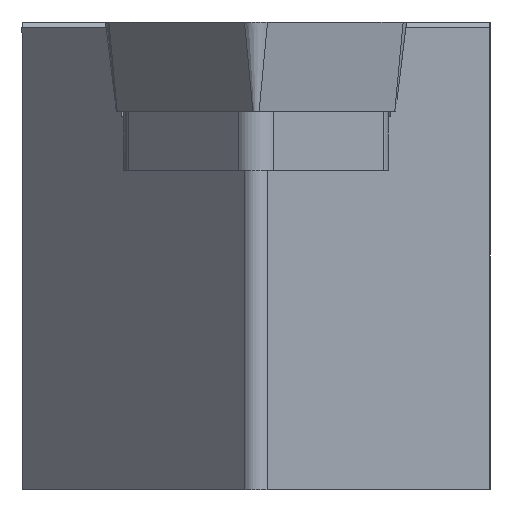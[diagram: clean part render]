
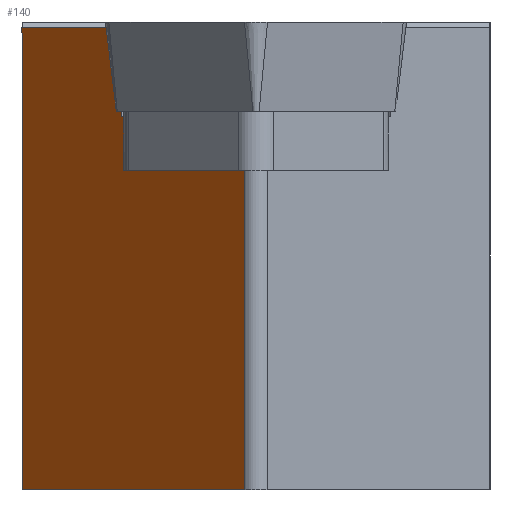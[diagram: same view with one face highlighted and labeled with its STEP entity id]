
A CAD part, left-side view. The second image highlights one B-rep face of the part: STEP entity #140.
In plain terms, the highlighted planar face has unit normal (-0.643, 0.766, 0).
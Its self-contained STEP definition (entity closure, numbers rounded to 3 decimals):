
#140=ADVANCED_FACE('',(#201),#174,.F.);
#174=PLANE('',#775);
#201=FACE_OUTER_BOUND('',#236,.T.);
#236=EDGE_LOOP('',(#456,#457,#458,#459,#460,#461,#462,#463));
#264=LINE('',#1027,#333);
#265=LINE('',#1031,#334);
#280=LINE('',#1063,#349);
#286=LINE('',#1074,#355);
#293=LINE('',#1087,#362);
#294=LINE('',#1090,#363);
#295=LINE('',#1092,#364);
#296=LINE('',#1093,#365);
#333=VECTOR('',#835,1.);
#334=VECTOR('',#840,1.);
#349=VECTOR('',#859,1.);
#355=VECTOR('',#867,1.);
#362=VECTOR('',#886,1.);
#363=VECTOR('',#887,1.);
#364=VECTOR('',#888,1.);
#365=VECTOR('',#889,1.);
#456=ORIENTED_EDGE('',*,*,#683,.F.);
#457=ORIENTED_EDGE('',*,*,#684,.F.);
#458=ORIENTED_EDGE('',*,*,#685,.T.);
#459=ORIENTED_EDGE('',*,*,#655,.F.);
#460=ORIENTED_EDGE('',*,*,#670,.F.);
#461=ORIENTED_EDGE('',*,*,#676,.F.);
#462=ORIENTED_EDGE('',*,*,#653,.F.);
#463=ORIENTED_EDGE('',*,*,#686,.T.);
#591=VERTEX_POINT('',#1026);
#592=VERTEX_POINT('',#1028);
#593=VERTEX_POINT('',#1032);
#594=VERTEX_POINT('',#1033);
#607=VERTEX_POINT('',#1062);
#612=VERTEX_POINT('',#1088);
#613=VERTEX_POINT('',#1089);
#614=VERTEX_POINT('',#1091);
#653=EDGE_CURVE('',#591,#592,#264,.T.);
#655=EDGE_CURVE('',#593,#594,#265,.T.);
#670=EDGE_CURVE('',#607,#593,#280,.T.);
#676=EDGE_CURVE('',#592,#607,#286,.T.);
#683=EDGE_CURVE('',#612,#613,#293,.T.);
#684=EDGE_CURVE('',#614,#612,#294,.T.);
#685=EDGE_CURVE('',#614,#594,#295,.T.);
#686=EDGE_CURVE('',#591,#613,#296,.T.);
#775=AXIS2_PLACEMENT_3D('',#1094,#890,#891);
#835=DIRECTION('',(0.,0.,-1.));
#840=DIRECTION('',(-0.766,-0.643,0.));
#859=DIRECTION('',(0.,0.,1.));
#867=DIRECTION('',(0.766,0.643,0.));
#886=DIRECTION('',(0.,0.,-1.));
#887=DIRECTION('',(-0.766,-0.643,0.));
#888=DIRECTION('',(0.095,0.08,0.992));
#889=DIRECTION('',(0.766,0.643,0.));
#890=DIRECTION('',(0.643,-0.766,0.));
#891=DIRECTION('',(0.766,0.643,0.));
#1026=CARTESIAN_POINT('',(2.403,-10.887,-7.94));
#1027=CARTESIAN_POINT('',(2.403,-10.887,-44.76));
#1028=CARTESIAN_POINT('',(2.403,-10.887,-25.));
#1031=CARTESIAN_POINT('',(9.586,-4.86,-0.3));
#1032=CARTESIAN_POINT('',(16.569,1.,-0.3));
#1033=CARTESIAN_POINT('',(10.686,-3.936,-0.3));
#1062=CARTESIAN_POINT('',(16.569,1.,-25.));
#1063=CARTESIAN_POINT('',(16.569,1.,-44.76));
#1074=CARTESIAN_POINT('',(9.586,-4.86,-25.));
#1087=CARTESIAN_POINT('',(10.094,-4.433,-7.94));
#1088=CARTESIAN_POINT('',(10.094,-4.433,-5.06));
#1089=CARTESIAN_POINT('',(10.094,-4.433,-7.94));
#1090=CARTESIAN_POINT('',(6.354,-7.572,-5.06));
#1091=CARTESIAN_POINT('',(10.232,-4.318,-5.06));
#1092=CARTESIAN_POINT('',(10.26,-4.294,-4.767));
#1093=CARTESIAN_POINT('',(1.49,-11.653,-7.94));
#1094=CARTESIAN_POINT('',(9.586,-4.86,-44.76));
